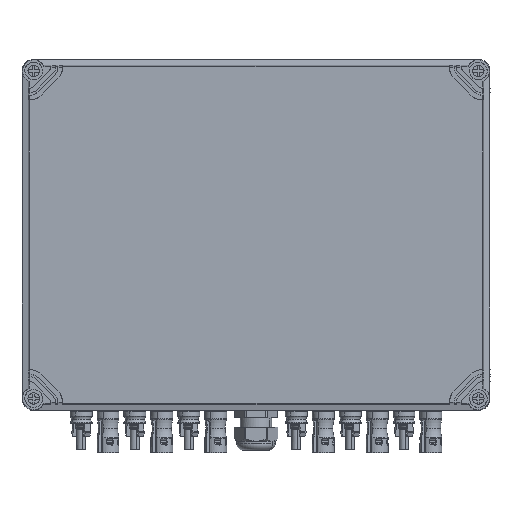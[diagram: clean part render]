
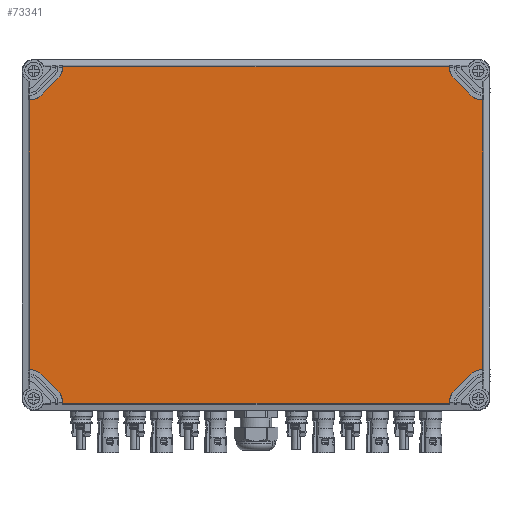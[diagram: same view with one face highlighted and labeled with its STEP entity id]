
A CAD part, top view. The second image highlights one B-rep face of the part: STEP entity #73341.
In plain terms, the highlighted planar face has unit normal (0, 0, 1).
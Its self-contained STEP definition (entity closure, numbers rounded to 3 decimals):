
#34226=AXIS2_PLACEMENT_3D('Plane Axis2P3D',#34223,#34224,#34225) ;
#73220=AXIS2_PLACEMENT_3D('Circle Axis2P3D',#73218,#73219,$) ;
#73248=AXIS2_PLACEMENT_3D('Circle Axis2P3D',#73246,#73247,$) ;
#73262=AXIS2_PLACEMENT_3D('Circle Axis2P3D',#73260,#73261,$) ;
#73267=AXIS2_PLACEMENT_3D('Circle Axis2P3D',#73265,#73266,$) ;
#73281=AXIS2_PLACEMENT_3D('Circle Axis2P3D',#73279,#73280,$) ;
#73286=AXIS2_PLACEMENT_3D('Circle Axis2P3D',#73284,#73285,$) ;
#73300=AXIS2_PLACEMENT_3D('Circle Axis2P3D',#73298,#73299,$) ;
#73305=AXIS2_PLACEMENT_3D('Circle Axis2P3D',#73303,#73304,$) ;
#34223=CARTESIAN_POINT('Axis2P3D Location',(0.524,311.37,132.)) ;
#46684=CARTESIAN_POINT('Vertex',(34.654,42.225,132.)) ;
#46687=CARTESIAN_POINT('Line Origine',(34.654,42.671,132.)) ;
#46691=CARTESIAN_POINT('Vertex',(34.654,43.118,132.)) ;
#46997=CARTESIAN_POINT('Vertex',(365.346,42.225,132.)) ;
#47014=CARTESIAN_POINT('Vertex',(365.346,43.118,132.)) ;
#47017=CARTESIAN_POINT('Line Origine',(365.346,42.671,132.)) ;
#47032=CARTESIAN_POINT('Line Origine',(200.002,42.225,132.)) ;
#47341=CARTESIAN_POINT('Vertex',(6.2,70.679,132.)) ;
#47358=CARTESIAN_POINT('Vertex',(7.093,70.679,132.)) ;
#47361=CARTESIAN_POINT('Line Origine',(6.646,70.679,132.)) ;
#47380=CARTESIAN_POINT('Vertex',(6.2,301.371,132.)) ;
#47383=CARTESIAN_POINT('Line Origine',(6.2,186.023,132.)) ;
#47415=CARTESIAN_POINT('Line Origine',(6.646,301.371,132.)) ;
#47419=CARTESIAN_POINT('Vertex',(7.093,301.371,132.)) ;
#47861=CARTESIAN_POINT('Vertex',(34.654,329.825,132.)) ;
#47878=CARTESIAN_POINT('Vertex',(34.654,328.932,132.)) ;
#47881=CARTESIAN_POINT('Line Origine',(34.654,329.379,132.)) ;
#47900=CARTESIAN_POINT('Vertex',(365.346,329.825,132.)) ;
#47903=CARTESIAN_POINT('Line Origine',(199.998,329.825,132.)) ;
#47930=CARTESIAN_POINT('Line Origine',(365.346,329.379,132.)) ;
#47934=CARTESIAN_POINT('Vertex',(365.346,328.932,132.)) ;
#48361=CARTESIAN_POINT('Vertex',(393.8,301.371,132.)) ;
#48378=CARTESIAN_POINT('Vertex',(392.907,301.371,132.)) ;
#48381=CARTESIAN_POINT('Line Origine',(393.354,301.371,132.)) ;
#48400=CARTESIAN_POINT('Vertex',(393.8,70.679,132.)) ;
#48403=CARTESIAN_POINT('Line Origine',(393.8,186.027,132.)) ;
#48430=CARTESIAN_POINT('Line Origine',(393.354,70.679,132.)) ;
#48434=CARTESIAN_POINT('Vertex',(392.907,70.679,132.)) ;
#73218=CARTESIAN_POINT('Axis2P3D Location',(20.654,42.725,132.)) ;
#73222=CARTESIAN_POINT('Vertex',(30.553,52.624,132.)) ;
#73246=CARTESIAN_POINT('Axis2P3D Location',(379.351,42.72,132.)) ;
#73250=CARTESIAN_POINT('Vertex',(369.447,52.624,132.)) ;
#73253=CARTESIAN_POINT('Line Origine',(376.424,59.601,132.)) ;
#73257=CARTESIAN_POINT('Vertex',(383.401,66.578,132.)) ;
#73260=CARTESIAN_POINT('Axis2P3D Location',(393.305,56.674,132.)) ;
#73265=CARTESIAN_POINT('Axis2P3D Location',(393.305,315.376,132.)) ;
#73269=CARTESIAN_POINT('Vertex',(383.401,305.472,132.)) ;
#73272=CARTESIAN_POINT('Line Origine',(376.424,312.449,132.)) ;
#73276=CARTESIAN_POINT('Vertex',(369.447,319.426,132.)) ;
#73279=CARTESIAN_POINT('Axis2P3D Location',(379.351,329.33,132.)) ;
#73284=CARTESIAN_POINT('Axis2P3D Location',(20.649,329.33,132.)) ;
#73288=CARTESIAN_POINT('Vertex',(30.553,319.426,132.)) ;
#73291=CARTESIAN_POINT('Line Origine',(23.576,312.449,132.)) ;
#73295=CARTESIAN_POINT('Vertex',(16.599,305.472,132.)) ;
#73298=CARTESIAN_POINT('Axis2P3D Location',(6.695,315.376,132.)) ;
#73303=CARTESIAN_POINT('Axis2P3D Location',(6.695,56.674,132.)) ;
#73307=CARTESIAN_POINT('Vertex',(16.599,66.578,132.)) ;
#73310=CARTESIAN_POINT('Line Origine',(23.576,59.601,132.)) ;
#34224=DIRECTION('Axis2P3D Direction',(0.,0.,1.)) ;
#34225=DIRECTION('Axis2P3D XDirection',(1.,0.,0.)) ;
#46688=DIRECTION('Vector Direction',(0.,-1.,0.)) ;
#47018=DIRECTION('Vector Direction',(0.,-1.,0.)) ;
#47033=DIRECTION('Vector Direction',(-1.,0.,0.)) ;
#47362=DIRECTION('Vector Direction',(-1.,0.,0.)) ;
#47384=DIRECTION('Vector Direction',(0.,1.,0.)) ;
#47416=DIRECTION('Vector Direction',(-1.,0.,0.)) ;
#47882=DIRECTION('Vector Direction',(0.,1.,0.)) ;
#47904=DIRECTION('Vector Direction',(1.,0.,0.)) ;
#47931=DIRECTION('Vector Direction',(0.,1.,0.)) ;
#48382=DIRECTION('Vector Direction',(1.,0.,0.)) ;
#48404=DIRECTION('Vector Direction',(0.,-1.,0.)) ;
#48431=DIRECTION('Vector Direction',(1.,0.,0.)) ;
#73219=DIRECTION('Axis2P3D Direction',(0.,0.,1.)) ;
#73247=DIRECTION('Axis2P3D Direction',(0.,0.,1.)) ;
#73254=DIRECTION('Vector Direction',(-0.707,-0.707,0.)) ;
#73261=DIRECTION('Axis2P3D Direction',(0.,0.,1.)) ;
#73266=DIRECTION('Axis2P3D Direction',(0.,0.,1.)) ;
#73273=DIRECTION('Vector Direction',(0.707,-0.707,0.)) ;
#73280=DIRECTION('Axis2P3D Direction',(0.,0.,1.)) ;
#73285=DIRECTION('Axis2P3D Direction',(0.,0.,1.)) ;
#73292=DIRECTION('Vector Direction',(0.707,0.707,0.)) ;
#73299=DIRECTION('Axis2P3D Direction',(0.,0.,1.)) ;
#73304=DIRECTION('Axis2P3D Direction',(0.,0.,1.)) ;
#73311=DIRECTION('Vector Direction',(-0.707,0.707,0.)) ;
#46689=VECTOR('Line Direction',#46688,1.) ;
#47019=VECTOR('Line Direction',#47018,1.) ;
#47034=VECTOR('Line Direction',#47033,1.) ;
#47363=VECTOR('Line Direction',#47362,1.) ;
#47385=VECTOR('Line Direction',#47384,1.) ;
#47417=VECTOR('Line Direction',#47416,1.) ;
#47883=VECTOR('Line Direction',#47882,1.) ;
#47905=VECTOR('Line Direction',#47904,1.) ;
#47932=VECTOR('Line Direction',#47931,1.) ;
#48383=VECTOR('Line Direction',#48382,1.) ;
#48405=VECTOR('Line Direction',#48404,1.) ;
#48432=VECTOR('Line Direction',#48431,1.) ;
#73255=VECTOR('Line Direction',#73254,1.) ;
#73274=VECTOR('Line Direction',#73273,1.) ;
#73293=VECTOR('Line Direction',#73292,1.) ;
#73312=VECTOR('Line Direction',#73311,1.) ;
#73316=ORIENTED_EDGE('',*,*,#73252,.F.) ;
#73317=ORIENTED_EDGE('',*,*,#73259,.F.) ;
#73318=ORIENTED_EDGE('',*,*,#73264,.F.) ;
#73319=ORIENTED_EDGE('',*,*,#48436,.T.) ;
#73320=ORIENTED_EDGE('',*,*,#48407,.F.) ;
#73321=ORIENTED_EDGE('',*,*,#48385,.F.) ;
#73322=ORIENTED_EDGE('',*,*,#73271,.F.) ;
#73323=ORIENTED_EDGE('',*,*,#73278,.F.) ;
#73324=ORIENTED_EDGE('',*,*,#73283,.F.) ;
#73325=ORIENTED_EDGE('',*,*,#47936,.T.) ;
#73326=ORIENTED_EDGE('',*,*,#47907,.F.) ;
#73327=ORIENTED_EDGE('',*,*,#47885,.F.) ;
#73328=ORIENTED_EDGE('',*,*,#73290,.F.) ;
#73329=ORIENTED_EDGE('',*,*,#73297,.F.) ;
#73330=ORIENTED_EDGE('',*,*,#73302,.F.) ;
#73331=ORIENTED_EDGE('',*,*,#47421,.T.) ;
#73332=ORIENTED_EDGE('',*,*,#47387,.F.) ;
#73333=ORIENTED_EDGE('',*,*,#47365,.F.) ;
#73334=ORIENTED_EDGE('',*,*,#73309,.F.) ;
#73335=ORIENTED_EDGE('',*,*,#73314,.F.) ;
#73336=ORIENTED_EDGE('',*,*,#73224,.F.) ;
#73337=ORIENTED_EDGE('',*,*,#46693,.T.) ;
#73338=ORIENTED_EDGE('',*,*,#47036,.F.) ;
#73339=ORIENTED_EDGE('',*,*,#47021,.F.) ;
#73341=ADVANCED_FACE('Hauptk\X2\00F6\X0\rper',(#73340),#34227,.T.) ;
#73221=CIRCLE('generated circle',#73220,14.) ;
#73249=CIRCLE('generated circle',#73248,14.007) ;
#73263=CIRCLE('generated circle',#73262,14.007) ;
#73268=CIRCLE('generated circle',#73267,14.007) ;
#73282=CIRCLE('generated circle',#73281,14.007) ;
#73287=CIRCLE('generated circle',#73286,14.007) ;
#73301=CIRCLE('generated circle',#73300,14.007) ;
#73306=CIRCLE('generated circle',#73305,14.007) ;
#46693=EDGE_CURVE('',#46692,#46685,#46690,.T.) ;
#47021=EDGE_CURVE('',#47015,#46998,#47020,.T.) ;
#47036=EDGE_CURVE('',#46998,#46685,#47035,.T.) ;
#47365=EDGE_CURVE('',#47359,#47342,#47364,.T.) ;
#47387=EDGE_CURVE('',#47342,#47381,#47386,.T.) ;
#47421=EDGE_CURVE('',#47420,#47381,#47418,.T.) ;
#47885=EDGE_CURVE('',#47879,#47862,#47884,.T.) ;
#47907=EDGE_CURVE('',#47862,#47901,#47906,.T.) ;
#47936=EDGE_CURVE('',#47935,#47901,#47933,.T.) ;
#48385=EDGE_CURVE('',#48379,#48362,#48384,.T.) ;
#48407=EDGE_CURVE('',#48362,#48401,#48406,.T.) ;
#48436=EDGE_CURVE('',#48435,#48401,#48433,.T.) ;
#73224=EDGE_CURVE('',#46692,#73223,#73221,.T.) ;
#73252=EDGE_CURVE('',#73251,#47015,#73249,.T.) ;
#73259=EDGE_CURVE('',#73258,#73251,#73256,.T.) ;
#73264=EDGE_CURVE('',#48435,#73258,#73263,.T.) ;
#73271=EDGE_CURVE('',#73270,#48379,#73268,.T.) ;
#73278=EDGE_CURVE('',#73277,#73270,#73275,.T.) ;
#73283=EDGE_CURVE('',#47935,#73277,#73282,.T.) ;
#73290=EDGE_CURVE('',#73289,#47879,#73287,.T.) ;
#73297=EDGE_CURVE('',#73296,#73289,#73294,.T.) ;
#73302=EDGE_CURVE('',#47420,#73296,#73301,.T.) ;
#73309=EDGE_CURVE('',#73308,#47359,#73306,.T.) ;
#73314=EDGE_CURVE('',#73223,#73308,#73313,.T.) ;
#73315=EDGE_LOOP('',(#73316,#73317,#73318,#73319,#73320,#73321,#73322,#73323,#73324,#73325,#73326,#73327,#73328,#73329,#73330,#73331,#73332,#73333,#73334,#73335,#73336,#73337,#73338,#73339)) ;
#73340=FACE_OUTER_BOUND('',#73315,.T.) ;
#46690=LINE('Line',#46687,#46689) ;
#47020=LINE('Line',#47017,#47019) ;
#47035=LINE('Line',#47032,#47034) ;
#47364=LINE('Line',#47361,#47363) ;
#47386=LINE('Line',#47383,#47385) ;
#47418=LINE('Line',#47415,#47417) ;
#47884=LINE('Line',#47881,#47883) ;
#47906=LINE('Line',#47903,#47905) ;
#47933=LINE('Line',#47930,#47932) ;
#48384=LINE('Line',#48381,#48383) ;
#48406=LINE('Line',#48403,#48405) ;
#48433=LINE('Line',#48430,#48432) ;
#73256=LINE('Line',#73253,#73255) ;
#73275=LINE('Line',#73272,#73274) ;
#73294=LINE('Line',#73291,#73293) ;
#73313=LINE('Line',#73310,#73312) ;
#34227=PLANE('',#34226) ;
#46685=VERTEX_POINT('',#46684) ;
#46692=VERTEX_POINT('',#46691) ;
#46998=VERTEX_POINT('',#46997) ;
#47015=VERTEX_POINT('',#47014) ;
#47342=VERTEX_POINT('',#47341) ;
#47359=VERTEX_POINT('',#47358) ;
#47381=VERTEX_POINT('',#47380) ;
#47420=VERTEX_POINT('',#47419) ;
#47862=VERTEX_POINT('',#47861) ;
#47879=VERTEX_POINT('',#47878) ;
#47901=VERTEX_POINT('',#47900) ;
#47935=VERTEX_POINT('',#47934) ;
#48362=VERTEX_POINT('',#48361) ;
#48379=VERTEX_POINT('',#48378) ;
#48401=VERTEX_POINT('',#48400) ;
#48435=VERTEX_POINT('',#48434) ;
#73223=VERTEX_POINT('',#73222) ;
#73251=VERTEX_POINT('',#73250) ;
#73258=VERTEX_POINT('',#73257) ;
#73270=VERTEX_POINT('',#73269) ;
#73277=VERTEX_POINT('',#73276) ;
#73289=VERTEX_POINT('',#73288) ;
#73296=VERTEX_POINT('',#73295) ;
#73308=VERTEX_POINT('',#73307) ;
